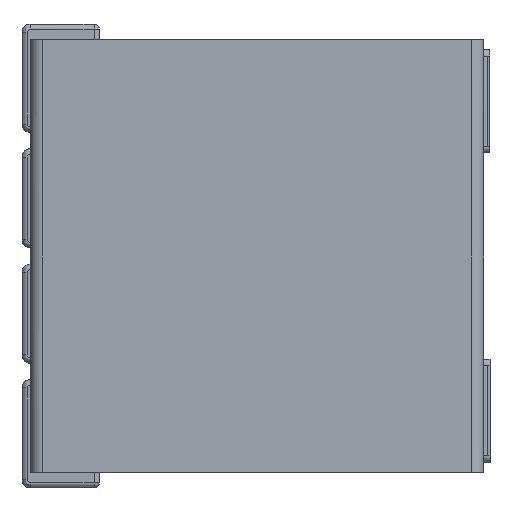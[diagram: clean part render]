
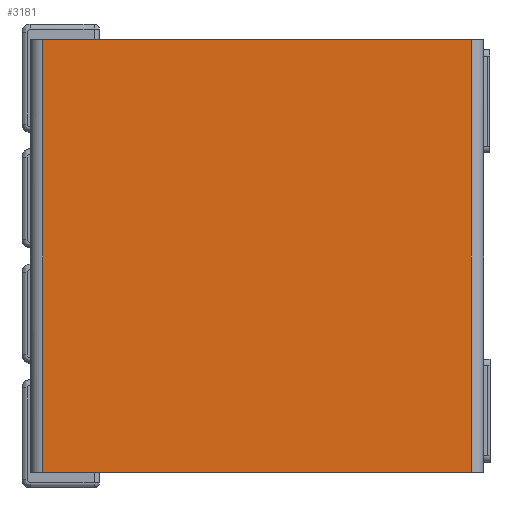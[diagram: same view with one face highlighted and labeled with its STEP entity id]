
A CAD part, left-side view. The second image highlights one B-rep face of the part: STEP entity #3181.
In plain terms, the highlighted free-form (B-spline) face has degree [1, 1] with [2, 2] control points.
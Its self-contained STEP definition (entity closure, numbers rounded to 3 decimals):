
#2725 = VERTEX_POINT('',#2726);
#2726 = CARTESIAN_POINT('',(0.,431.635,
    -223.798));
#2732 = EDGE_CURVE('',#2733,#2725,#2735,.T.);
#2733 = VERTEX_POINT('',#2734);
#2734 = CARTESIAN_POINT('',(0.,431.635,
    193.913));
#2735 = B_SPLINE_CURVE_WITH_KNOTS('',1,(#2736,#2737),.UNSPECIFIED.,.F.,
  .F.,(2,2),(-10.5,31.5),.PIECEWISE_BEZIER_KNOTS.);
#2736 = CARTESIAN_POINT('',(0.,431.635,
    193.913));
#2737 = CARTESIAN_POINT('',(0.,431.635,
    -223.798));
#2840 = VERTEX_POINT('',#2841);
#2841 = CARTESIAN_POINT('',(0.,17.902,
    -223.798));
#2846 = EDGE_CURVE('',#2840,#2725,#2847,.T.);
#2847 = B_SPLINE_CURVE_WITH_KNOTS('',1,(#2848,#2849),.UNSPECIFIED.,.F.,
  .F.,(2,2),(1.2,42.8),.PIECEWISE_BEZIER_KNOTS.);
#2848 = CARTESIAN_POINT('',(0.,17.902,
    -223.798));
#2849 = CARTESIAN_POINT('',(0.,431.635,
    -223.798));
#3071 = VERTEX_POINT('',#3072);
#3072 = CARTESIAN_POINT('',(0.,17.902,
    193.913));
#3078 = EDGE_CURVE('',#2840,#3071,#3079,.T.);
#3079 = B_SPLINE_CURVE_WITH_KNOTS('',1,(#3080,#3081),.UNSPECIFIED.,.F.,
  .F.,(2,2),(-10.5,31.5),.PIECEWISE_BEZIER_KNOTS.);
#3080 = CARTESIAN_POINT('',(0.,17.902,
    -223.798));
#3081 = CARTESIAN_POINT('',(0.,17.902,
    193.913));
#3181 = ADVANCED_FACE('',(#3182),#3192,.T.);
#3182 = FACE_BOUND('',#3183,.T.);
#3183 = EDGE_LOOP('',(#3184,#3185,#3186,#3187));
#3184 = ORIENTED_EDGE('',*,*,#2732,.T.);
#3185 = ORIENTED_EDGE('',*,*,#2846,.F.);
#3186 = ORIENTED_EDGE('',*,*,#3078,.T.);
#3187 = ORIENTED_EDGE('',*,*,#3188,.F.);
#3188 = EDGE_CURVE('',#2733,#3071,#3189,.T.);
#3189 = B_SPLINE_CURVE_WITH_KNOTS('',1,(#3190,#3191),.UNSPECIFIED.,.F.,
  .F.,(2,2),(-42.8,-1.2),.PIECEWISE_BEZIER_KNOTS.);
#3190 = CARTESIAN_POINT('',(0.,431.635,
    193.913));
#3191 = CARTESIAN_POINT('',(0.,17.902,
    193.913));
#3192 = B_SPLINE_SURFACE_WITH_KNOTS('',1,1,(
    (#3193,#3194)
    ,(#3195,#3196
  )),.UNSPECIFIED.,.F.,.F.,.F.,(2,2),(2,2),(1.199,42.801),(-21.001,
    21.001),.PIECEWISE_BEZIER_KNOTS.);
#3193 = CARTESIAN_POINT('',(0.,431.645,
    -223.808));
#3194 = CARTESIAN_POINT('',(0.,431.645,
    193.923));
#3195 = CARTESIAN_POINT('',(0.,17.892,
    -223.808));
#3196 = CARTESIAN_POINT('',(0.,17.892,
    193.923));
